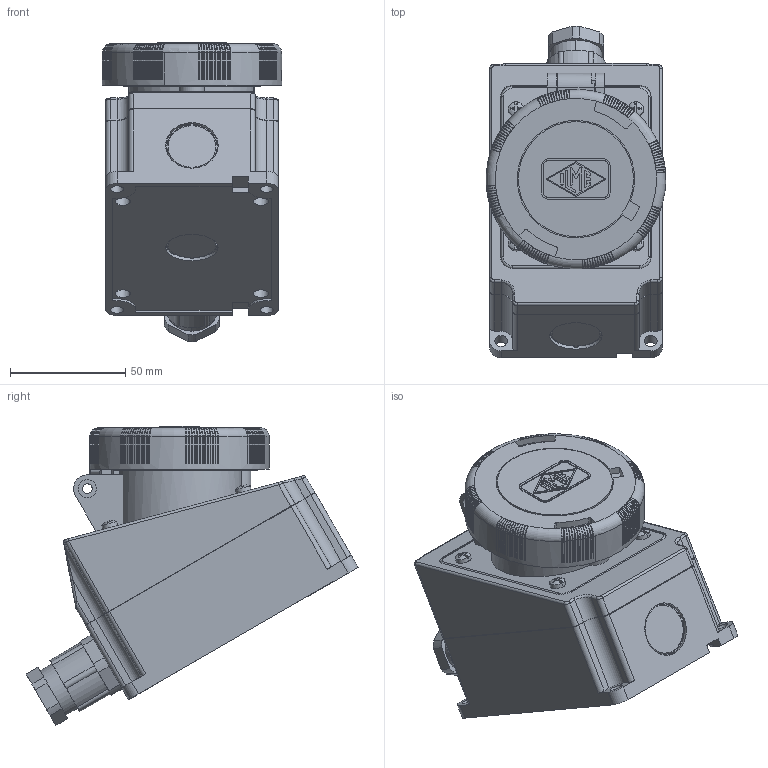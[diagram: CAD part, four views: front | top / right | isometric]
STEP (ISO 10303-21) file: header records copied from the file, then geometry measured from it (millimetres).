
FILE_DESCRIPTION(('Creo Elements/Direct Modeling STEP Export'),'2;1');
FILE_NAME('223miqb60nl3rpr6656','2024-01-15T10:15:30',(''),(''),'Creo Elements/Direct Modeling STEP processor for AP214 (Solid Model)','Creo Elements/Direct Modeling 20.5B 27-May-2023 (C) Parametric Technology GmbH','');
FILE_SCHEMA(('AUTOMOTIVE_DESIGN { 1 0 10303 214 1 1 1 1 }'));
Products named in the file (3): COPERCHIETTO16104; PEW_16104_PP
Assembly tree (2 placements, depth 2):
  PEW_16104_PP
    PEW_16104_PP
    COPERCHIETTO16104
Bounding box: 77.89 x 144.17 x 130.04 mm (x, y, z)
Volume: 551398.5 mm3; surface area: 110051.5 mm2
Topology: 2 solids, 2 shells, 1428 faces, 3862 edges, 2271 vertices
Faces by surface type: plane 693, cylinder 348, torus 334, cone 33, bspline 20
Entity records: 69869 total; most frequent: CARTESIAN_POINT 35665, ORIENTED_EDGE 7288, DIRECTION 6585, EDGE_CURVE 3644, AXIS2_PLACEMENT_3D 2455, VERTEX_POINT 2271, VECTOR 1675, LINE 1675
